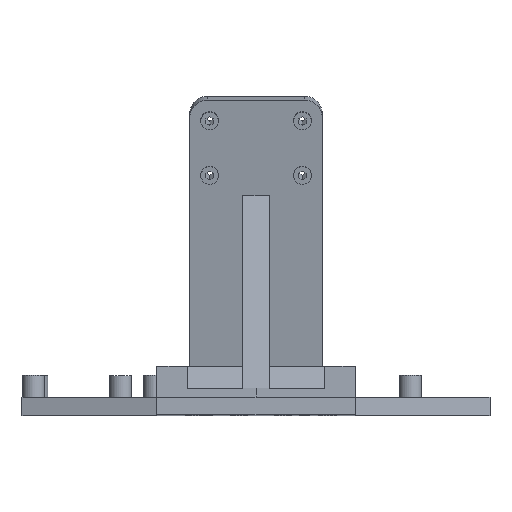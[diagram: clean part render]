
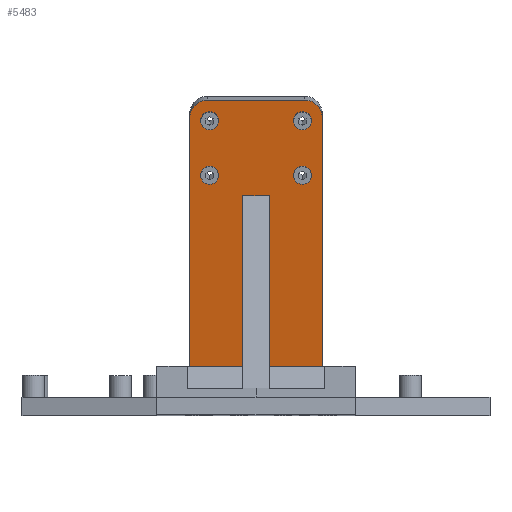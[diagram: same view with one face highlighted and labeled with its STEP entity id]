
A CAD part, top view. The second image highlights one B-rep face of the part: STEP entity #5483.
In plain terms, the highlighted planar face has unit normal (0, -0.174, 0.985).
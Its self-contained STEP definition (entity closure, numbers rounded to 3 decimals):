
#143=FACE_BOUND('',#873,.T.);
#144=FACE_BOUND('',#874,.T.);
#145=FACE_BOUND('',#875,.T.);
#146=FACE_BOUND('',#876,.T.);
#242=CIRCLE('',#5834,2.);
#244=CIRCLE('',#5844,4.);
#246=CIRCLE('',#5853,2.);
#252=CIRCLE('',#5889,4.);
#253=CIRCLE('',#5890,2.);
#254=CIRCLE('',#5891,2.);
#511=FACE_OUTER_BOUND('',#872,.T.);
#872=EDGE_LOOP('',(#4810,#4811,#4812,#4813,#4814,#4815,#4816,#4817,#4818,
#4819));
#873=EDGE_LOOP('',(#4820));
#874=EDGE_LOOP('',(#4821));
#875=EDGE_LOOP('',(#4822));
#876=EDGE_LOOP('',(#4823));
#1359=LINE('',#8470,#2010);
#1377=LINE('',#8505,#2028);
#1419=LINE('',#8607,#2070);
#1467=LINE('',#8706,#2118);
#1471=LINE('',#8713,#2122);
#1500=LINE('',#8773,#2151);
#1507=LINE('',#8790,#2158);
#1508=LINE('',#8793,#2159);
#2010=VECTOR('',#6958,10.);
#2028=VECTOR('',#6984,10.);
#2070=VECTOR('',#7078,10.);
#2118=VECTOR('',#7172,10.);
#2122=VECTOR('',#7178,10.);
#2151=VECTOR('',#7219,10.);
#2158=VECTOR('',#7232,10.);
#2159=VECTOR('',#7235,10.);
#2574=VERTEX_POINT('',#8467);
#2575=VERTEX_POINT('',#8469);
#2588=VERTEX_POINT('',#8503);
#2592=VERTEX_POINT('',#8513);
#2605=VERTEX_POINT('',#8554);
#2608=VERTEX_POINT('',#8559);
#2622=VERTEX_POINT('',#8601);
#2650=VERTEX_POINT('',#8705);
#2652=VERTEX_POINT('',#8712);
#2677=VERTEX_POINT('',#8772);
#2684=VERTEX_POINT('',#8789);
#2685=VERTEX_POINT('',#8791);
#2686=VERTEX_POINT('',#8794);
#2687=VERTEX_POINT('',#8796);
#3249=EDGE_CURVE('',#2574,#2575,#1359,.T.);
#3267=EDGE_CURVE('',#2574,#2588,#1377,.T.);
#3272=EDGE_CURVE('',#2592,#2592,#242,.T.);
#3294=EDGE_CURVE('',#2608,#2605,#244,.T.);
#3315=EDGE_CURVE('',#2622,#2622,#246,.T.);
#3317=EDGE_CURVE('',#2588,#2605,#1419,.T.);
#3367=EDGE_CURVE('',#2650,#2575,#1467,.T.);
#3371=EDGE_CURVE('',#2652,#2650,#1471,.T.);
#3401=EDGE_CURVE('',#2652,#2677,#1500,.T.);
#3410=EDGE_CURVE('',#2684,#2608,#1507,.T.);
#3411=EDGE_CURVE('',#2684,#2685,#252,.T.);
#3412=EDGE_CURVE('',#2677,#2685,#1508,.T.);
#3413=EDGE_CURVE('',#2686,#2686,#253,.T.);
#3414=EDGE_CURVE('',#2687,#2687,#254,.T.);
#4810=ORIENTED_EDGE('',*,*,#3371,.T.);
#4811=ORIENTED_EDGE('',*,*,#3367,.T.);
#4812=ORIENTED_EDGE('',*,*,#3249,.F.);
#4813=ORIENTED_EDGE('',*,*,#3267,.T.);
#4814=ORIENTED_EDGE('',*,*,#3317,.T.);
#4815=ORIENTED_EDGE('',*,*,#3294,.F.);
#4816=ORIENTED_EDGE('',*,*,#3410,.F.);
#4817=ORIENTED_EDGE('',*,*,#3411,.T.);
#4818=ORIENTED_EDGE('',*,*,#3412,.F.);
#4819=ORIENTED_EDGE('',*,*,#3401,.F.);
#4820=ORIENTED_EDGE('',*,*,#3315,.T.);
#4821=ORIENTED_EDGE('',*,*,#3272,.F.);
#4822=ORIENTED_EDGE('',*,*,#3413,.T.);
#4823=ORIENTED_EDGE('',*,*,#3414,.F.);
#5199=PLANE('',#5888);
#5483=ADVANCED_FACE('',(#511,#143,#144,#145,#146),#5199,.T.);
#5834=AXIS2_PLACEMENT_3D('',#8515,#6994,#6995);
#5844=AXIS2_PLACEMENT_3D('',#8561,#7034,#7035);
#5853=AXIS2_PLACEMENT_3D('',#8603,#7071,#7072);
#5888=AXIS2_PLACEMENT_3D('',#8788,#7230,#7231);
#5889=AXIS2_PLACEMENT_3D('',#8792,#7233,#7234);
#5890=AXIS2_PLACEMENT_3D('',#8795,#7236,#7237);
#5891=AXIS2_PLACEMENT_3D('',#8797,#7238,#7239);
#6958=DIRECTION('',(0.,0.985,0.174));
#6984=DIRECTION('',(1.,0.,0.));
#6994=DIRECTION('center_axis',(0.,-0.174,0.985));
#6995=DIRECTION('ref_axis',(1.,0.,0.));
#7034=DIRECTION('center_axis',(0.,0.174,-0.985));
#7035=DIRECTION('ref_axis',(1.,0.,0.));
#7071=DIRECTION('center_axis',(0.,0.174,-0.985));
#7072=DIRECTION('ref_axis',(1.,0.,0.));
#7078=DIRECTION('',(0.,0.985,0.174));
#7172=DIRECTION('',(1.,0.,0.));
#7178=DIRECTION('',(0.,0.985,0.174));
#7219=DIRECTION('',(-1.,0.,0.));
#7230=DIRECTION('center_axis',(0.,-0.174,0.985));
#7231=DIRECTION('ref_axis',(0.,0.985,0.174));
#7232=DIRECTION('',(1.,0.,0.));
#7233=DIRECTION('center_axis',(0.,-0.174,0.985));
#7234=DIRECTION('ref_axis',(-1.,0.,0.));
#7235=DIRECTION('',(0.,0.985,0.174));
#7236=DIRECTION('center_axis',(0.,0.174,-0.985));
#7237=DIRECTION('ref_axis',(-1.,0.,0.));
#7238=DIRECTION('center_axis',(0.,-0.174,0.985));
#7239=DIRECTION('ref_axis',(-1.,0.,0.));
#8467=CARTESIAN_POINT('',(3.004,38.,53.721));
#8469=CARTESIAN_POINT('',(3.005,76.652,60.537));
#8470=CARTESIAN_POINT('',(3.004,46.249,55.176));
#8503=CARTESIAN_POINT('',(15.004,38.,53.72));
#8505=CARTESIAN_POINT('',(9.507,38.,53.721));
#8513=CARTESIAN_POINT('',(8.506,93.709,63.544));
#8515=CARTESIAN_POINT('Origin',(10.506,93.709,63.544));
#8554=CARTESIAN_POINT('',(15.005,94.379,63.662));
#8559=CARTESIAN_POINT('',(11.005,98.318,64.356));
#8561=CARTESIAN_POINT('Origin',(11.005,94.379,63.662));
#8601=CARTESIAN_POINT('',(8.506,81.399,61.373));
#8603=CARTESIAN_POINT('Origin',(10.506,81.399,61.373));
#8607=CARTESIAN_POINT('',(15.005,76.652,60.536));
#8705=CARTESIAN_POINT('',(-2.995,76.652,60.537));
#8706=CARTESIAN_POINT('',(0.005,76.652,60.537));
#8712=CARTESIAN_POINT('',(-2.996,38.,53.722));
#8713=CARTESIAN_POINT('',(-2.996,46.249,55.176));
#8772=CARTESIAN_POINT('',(-14.996,38.,53.723));
#8773=CARTESIAN_POINT('',(-9.498,38.,53.722));
#8788=CARTESIAN_POINT('Origin',(0.004,36.801,53.51));
#8789=CARTESIAN_POINT('',(-10.995,98.318,64.358));
#8790=CARTESIAN_POINT('',(0.005,98.318,64.357));
#8791=CARTESIAN_POINT('',(-14.995,94.379,63.664));
#8792=CARTESIAN_POINT('Origin',(-10.995,94.379,63.664));
#8793=CARTESIAN_POINT('',(-14.995,76.652,60.538));
#8794=CARTESIAN_POINT('',(-8.496,93.709,63.545));
#8795=CARTESIAN_POINT('Origin',(-10.496,93.709,63.545));
#8796=CARTESIAN_POINT('',(-8.496,81.399,61.375));
#8797=CARTESIAN_POINT('Origin',(-10.496,81.399,61.375));
